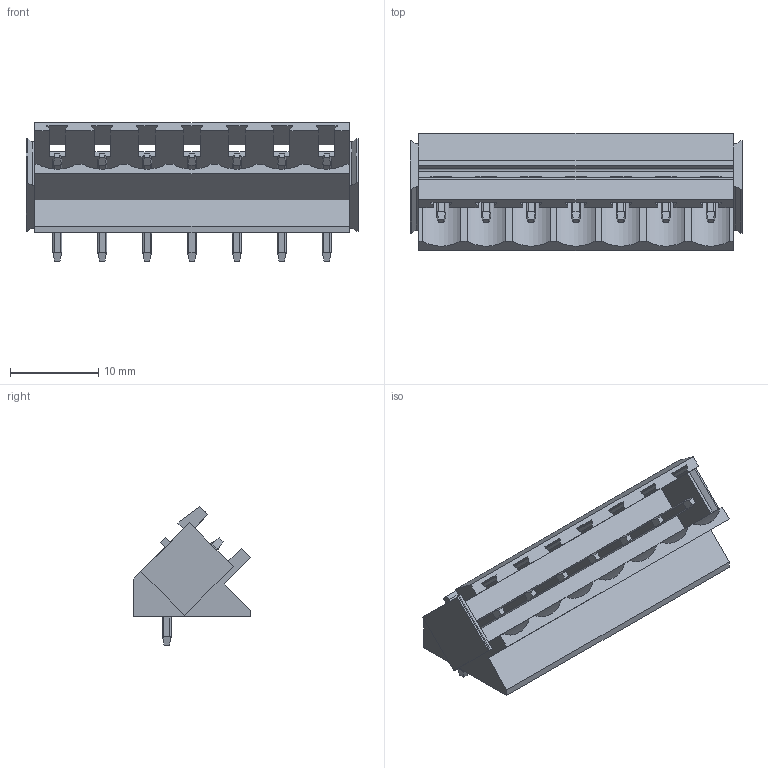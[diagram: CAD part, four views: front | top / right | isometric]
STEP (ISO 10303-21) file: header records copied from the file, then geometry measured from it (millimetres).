
FILE_DESCRIPTION(('CATIA V5 STEP Exchange','CAx-IF Rec.Pracs.--- Model Styling and Organization---1.2---2011-12-15'),'2;1');
FILE_NAME ('D1453237_0_1605580000_1605580000.stp','2018-10-10T04:59:55+00:00',('none'),('Weidmueller'),'CATIA Version 5-6 Release 2014','CATIA V5 STEP AP214','none');
FILE_SCHEMA(('AUTOMOTIVE_DESIGN { 1 0 10303 214 1 1 1 1 }'));
Length unit declared in the file: millimetre
Products named in the file (1): 1605580000
Bounding box: 37.56 x 13.3 x 15.67 mm (x, y, z)
Volume: 2273.3 mm3; surface area: 3164.4 mm2
Topology: 8 solids, 8 shells, 389 faces, 1065 edges, 678 vertices
Faces by surface type: plane 268, cylinder 121
Entity records: 13522 total; most frequent: CARTESIAN_POINT 4474, ORIENTED_EDGE 2130, DIRECTION 1429, EDGE_CURVE 1065, VECTOR 823, LINE 823, VERTEX_POINT 678, EDGE_LOOP 403
